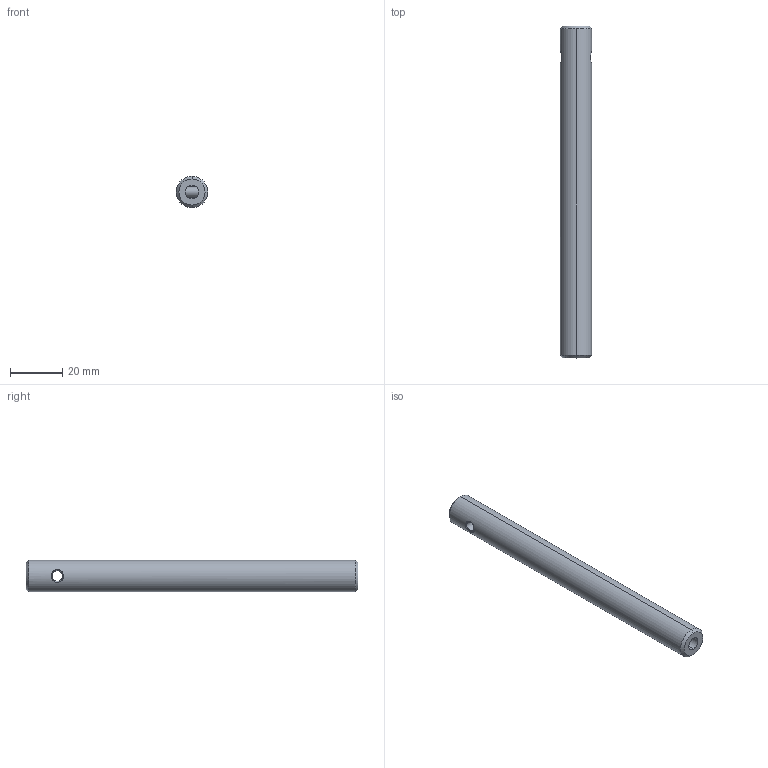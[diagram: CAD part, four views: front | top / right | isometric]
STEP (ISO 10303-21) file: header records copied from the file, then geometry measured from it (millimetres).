
FILE_DESCRIPTION (( 'STEP AP214' ), '1' );
FILE_NAME ('03MPS-5M-A.STEP', '2018-12-20T03:11:49', ( '' ), ( '' ), 'SwSTEP 2.0', 'SolidWorks 2016', '' );
FILE_SCHEMA (( 'AUTOMOTIVE_DESIGN' ));
Length unit declared in the file: millimetre
Products named in the file (1): 03MPS-5M-A
Bounding box: 12 x 127 x 12 mm (x, y, z)
Surface area: 5325.1 mm2 (no closed solid volume)
Topology: 0 solids, 1 shells, 18 faces, 40 edges, 24 vertices
Faces by surface type: cylinder 8, bspline 4, cone 4, plane 2
Entity records: 1089 total; most frequent: CARTESIAN_POINT 487, ORIENTED_EDGE 76, DIRECTION 74, EDGE_CURVE 40, AXIS2_PLACEMENT_3D 31, VERTEX_POINT 24, EDGE_LOOP 22, UNCERTAINTY_MEASURE_WITH_UNIT 20
